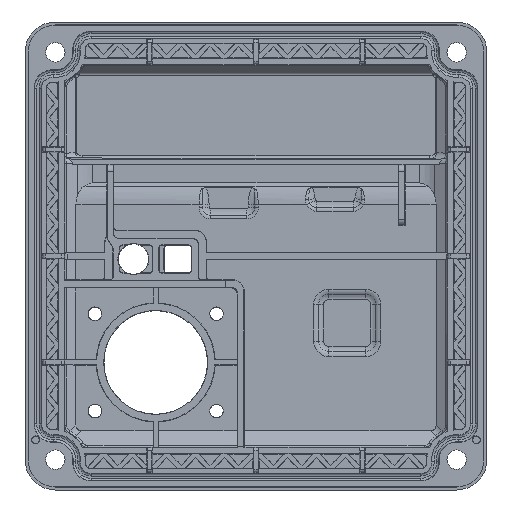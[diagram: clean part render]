
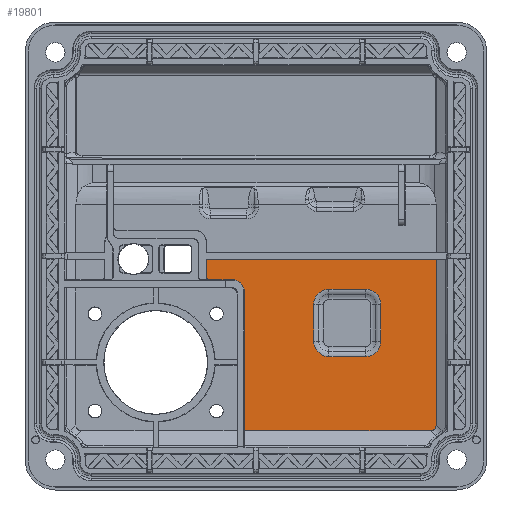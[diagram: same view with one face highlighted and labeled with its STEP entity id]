
A CAD part, top view. The second image highlights one B-rep face of the part: STEP entity #19801.
In plain terms, the highlighted planar face has unit normal (0, 0, 1).
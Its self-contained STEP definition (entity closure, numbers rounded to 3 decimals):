
#4065=CARTESIAN_POINT('',(28.665,-28.741,-18.5));
#4066=CARTESIAN_POINT('',(28.826,-28.741,-18.5));
#4067=CARTESIAN_POINT('',(29.104,-28.696,-18.5));
#4068=CARTESIAN_POINT('',(29.403,-28.51,-18.5));
#4069=CARTESIAN_POINT('',(29.589,-28.211,-18.5));
#4070=CARTESIAN_POINT('',(29.634,-27.933,-18.5));
#4071=CARTESIAN_POINT('',(29.634,-27.771,-18.5));
#4073=DIRECTION('',(1.,0.,0.));
#4074=VECTOR('',#4073,30.565);
#4075=CARTESIAN_POINT('',(-1.9,-28.741,-18.5));
#4076=LINE('',#4075,#4074);
#4077=DIRECTION('',(0.,1.,0.));
#4078=VECTOR('',#4077,22.841);
#4079=CARTESIAN_POINT('',(-1.9,-28.741,-18.5));
#4080=LINE('',#4079,#4078);
#4081=DIRECTION('',(-1.,0.,0.));
#4082=VECTOR('',#4081,3.73);
#4083=CARTESIAN_POINT('',(-3.9,-3.9,-18.5));
#4084=LINE('',#4083,#4082);
#4085=CARTESIAN_POINT('',(-7.63,-3.4,-18.5));
#4086=DIRECTION('',(0.,0.,1.));
#4087=DIRECTION('',(-0.998,0.06,0.));
#4088=AXIS2_PLACEMENT_3D('',#4085,#4086,#4087);
#4090=DIRECTION('',(0.,-1.,0.));
#4091=VECTOR('',#4090,2.733);
#4092=CARTESIAN_POINT('',(-8.125,-0.517,-18.5));
#4093=LINE('',#4092,#4091);
#4094=DIRECTION('',(1.,0.,0.));
#4095=VECTOR('',#4094,37.759);
#4096=CARTESIAN_POINT('',(-8.125,-0.517,-18.5));
#4097=LINE('',#4096,#4095);
#4098=DIRECTION('',(0.,1.,0.));
#4099=VECTOR('',#4098,27.254);
#4100=CARTESIAN_POINT('',(29.634,-27.771,-18.5));
#4101=LINE('',#4100,#4099);
#4146=DIRECTION('',(0.,1.,0.));
#4147=VECTOR('',#4146,6.);
#4148=CARTESIAN_POINT('',(9.46,-14.,-18.5));
#4149=LINE('',#4148,#4147);
#4150=CARTESIAN_POINT('',(12.,-14.,-18.5));
#4151=DIRECTION('',(0.,0.,-1.));
#4152=DIRECTION('',(0.,-1.,0.));
#4153=AXIS2_PLACEMENT_3D('',#4150,#4151,#4152);
#4155=DIRECTION('',(-1.,0.,0.));
#4156=VECTOR('',#4155,6.);
#4157=CARTESIAN_POINT('',(18.,-16.54,-18.5));
#4158=LINE('',#4157,#4156);
#4159=CARTESIAN_POINT('',(18.,-14.,-18.5));
#4160=DIRECTION('',(0.,0.,-1.));
#4161=DIRECTION('',(1.,0.,0.));
#4162=AXIS2_PLACEMENT_3D('',#4159,#4160,#4161);
#4164=DIRECTION('',(0.,-1.,0.));
#4165=VECTOR('',#4164,6.);
#4166=CARTESIAN_POINT('',(20.54,-8.,-18.5));
#4167=LINE('',#4166,#4165);
#4168=CARTESIAN_POINT('',(18.,-8.,-18.5));
#4169=DIRECTION('',(0.,0.,-1.));
#4170=DIRECTION('',(0.,1.,0.));
#4171=AXIS2_PLACEMENT_3D('',#4168,#4169,#4170);
#4173=DIRECTION('',(1.,0.,0.));
#4174=VECTOR('',#4173,6.);
#4175=CARTESIAN_POINT('',(12.,-5.46,-18.5));
#4176=LINE('',#4175,#4174);
#4177=CARTESIAN_POINT('',(12.,-8.,-18.5));
#4178=DIRECTION('',(0.,0.,-1.));
#4179=DIRECTION('',(-1.,0.,0.));
#4180=AXIS2_PLACEMENT_3D('',#4177,#4178,#4179);
#10951=CARTESIAN_POINT('',(-10.125,-3.25,-18.5));
#10952=DIRECTION('',(0.,0.,1.));
#10953=DIRECTION('',(0.998,-0.06,0.));
#10954=AXIS2_PLACEMENT_3D('',#10951,#10952,#10953);
#10961=CARTESIAN_POINT('',(-3.9,-5.9,-18.5));
#10962=DIRECTION('',(0.,0.,-1.));
#10963=DIRECTION('',(0.,1.,0.));
#10964=AXIS2_PLACEMENT_3D('',#10961,#10962,#10963);
#12443=CARTESIAN_POINT('',(-8.125,-3.25,-18.5));
#12445=VERTEX_POINT('',#12443);
#13490=CARTESIAN_POINT('',(-3.9,-3.9,-18.5));
#13491=CARTESIAN_POINT('',(-1.9,-5.9,-18.5));
#13492=VERTEX_POINT('',#13490);
#13493=VERTEX_POINT('',#13491);
#13494=CARTESIAN_POINT('',(-8.129,-3.37,-18.5));
#13496=VERTEX_POINT('',#13494);
#13498=CARTESIAN_POINT('',(-7.63,-3.9,-18.5));
#13499=VERTEX_POINT('',#13498);
#13566=CARTESIAN_POINT('',(9.46,-14.,-18.5));
#13567=CARTESIAN_POINT('',(9.46,-8.,-18.5));
#13568=VERTEX_POINT('',#13566);
#13569=VERTEX_POINT('',#13567);
#13574=CARTESIAN_POINT('',(12.,-5.46,-18.5));
#13575=VERTEX_POINT('',#13574);
#13578=CARTESIAN_POINT('',(18.,-5.46,-18.5));
#13579=VERTEX_POINT('',#13578);
#13582=CARTESIAN_POINT('',(20.54,-8.,-18.5));
#13583=VERTEX_POINT('',#13582);
#13586=CARTESIAN_POINT('',(20.54,-14.,-18.5));
#13587=VERTEX_POINT('',#13586);
#13590=CARTESIAN_POINT('',(18.,-16.54,-18.5));
#13591=VERTEX_POINT('',#13590);
#13594=CARTESIAN_POINT('',(12.,-16.54,-18.5));
#13595=VERTEX_POINT('',#13594);
#13675=CARTESIAN_POINT('',(-8.125,-0.517,-18.5));
#13677=VERTEX_POINT('',#13675);
#14720=CARTESIAN_POINT('',(-1.9,-28.741,-18.5));
#14721=VERTEX_POINT('',#14720);
#14728=CARTESIAN_POINT('',(29.634,-0.517,-18.5));
#14729=VERTEX_POINT('',#14728);
#14744=VERTEX_POINT('',#4065);
#14745=VERTEX_POINT('',#4071);
#19757=CARTESIAN_POINT('',(0.,0.,-18.5));
#19758=DIRECTION('',(0.,0.,1.));
#19759=DIRECTION('',(1.,0.,0.));
#19760=AXIS2_PLACEMENT_3D('',#19757,#19758,#19759);
#19761=PLANE('',#19760);
#19763=ORIENTED_EDGE('',*,*,#19762,.F.);
#19765=ORIENTED_EDGE('',*,*,#19764,.F.);
#19766=ORIENTED_EDGE('',*,*,#17655,.T.);
#19768=ORIENTED_EDGE('',*,*,#19767,.F.);
#19770=ORIENTED_EDGE('',*,*,#19769,.T.);
#19772=ORIENTED_EDGE('',*,*,#19771,.F.);
#19774=ORIENTED_EDGE('',*,*,#19773,.T.);
#19776=ORIENTED_EDGE('',*,*,#19775,.F.);
#19778=ORIENTED_EDGE('',*,*,#19777,.T.);
#19780=ORIENTED_EDGE('',*,*,#19779,.F.);
#19781=EDGE_LOOP('',(#19763,#19765,#19766,#19768,#19770,#19772,#19774,#19776,
#19778,#19780));
#19782=FACE_OUTER_BOUND('',#19781,.F.);
#19784=ORIENTED_EDGE('',*,*,#19783,.F.);
#19786=ORIENTED_EDGE('',*,*,#19785,.F.);
#19788=ORIENTED_EDGE('',*,*,#19787,.F.);
#19790=ORIENTED_EDGE('',*,*,#19789,.F.);
#19792=ORIENTED_EDGE('',*,*,#19791,.F.);
#19794=ORIENTED_EDGE('',*,*,#19793,.F.);
#19796=ORIENTED_EDGE('',*,*,#19795,.F.);
#19798=ORIENTED_EDGE('',*,*,#19797,.F.);
#19799=EDGE_LOOP('',(#19784,#19786,#19788,#19790,#19792,#19794,#19796,#19798));
#19800=FACE_BOUND('',#19799,.F.);
#19801=ADVANCED_FACE('',(#19782,#19800),#19761,.T.);
#4072=B_SPLINE_CURVE_WITH_KNOTS('',3,(#4065,#4066,#4067,#4068,#4069,#4070,
#4071),.UNSPECIFIED.,.F.,.F.,(4,1,1,1,4),(0.,0.25,0.5,0.75,1.),
.UNSPECIFIED.);
#4089=CIRCLE('',#4088,0.5);
#4154=CIRCLE('',#4153,2.54);
#4163=CIRCLE('',#4162,2.54);
#4172=CIRCLE('',#4171,2.54);
#4181=CIRCLE('',#4180,2.54);
#10955=CIRCLE('',#10954,2.);
#10965=CIRCLE('',#10964,2.);
#17655=EDGE_CURVE('',#14721,#13493,#4080,.T.);
#19762=EDGE_CURVE('',#14744,#14745,#4072,.T.);
#19764=EDGE_CURVE('',#14721,#14744,#4076,.T.);
#19767=EDGE_CURVE('',#13492,#13493,#10965,.T.);
#19769=EDGE_CURVE('',#13492,#13499,#4084,.T.);
#19771=EDGE_CURVE('',#13496,#13499,#4089,.T.);
#19773=EDGE_CURVE('',#13496,#12445,#10955,.T.);
#19775=EDGE_CURVE('',#13677,#12445,#4093,.T.);
#19777=EDGE_CURVE('',#13677,#14729,#4097,.T.);
#19779=EDGE_CURVE('',#14745,#14729,#4101,.T.);
#19783=EDGE_CURVE('',#13568,#13569,#4149,.T.);
#19785=EDGE_CURVE('',#13595,#13568,#4154,.T.);
#19787=EDGE_CURVE('',#13591,#13595,#4158,.T.);
#19789=EDGE_CURVE('',#13587,#13591,#4163,.T.);
#19791=EDGE_CURVE('',#13583,#13587,#4167,.T.);
#19793=EDGE_CURVE('',#13579,#13583,#4172,.T.);
#19795=EDGE_CURVE('',#13575,#13579,#4176,.T.);
#19797=EDGE_CURVE('',#13569,#13575,#4181,.T.);
